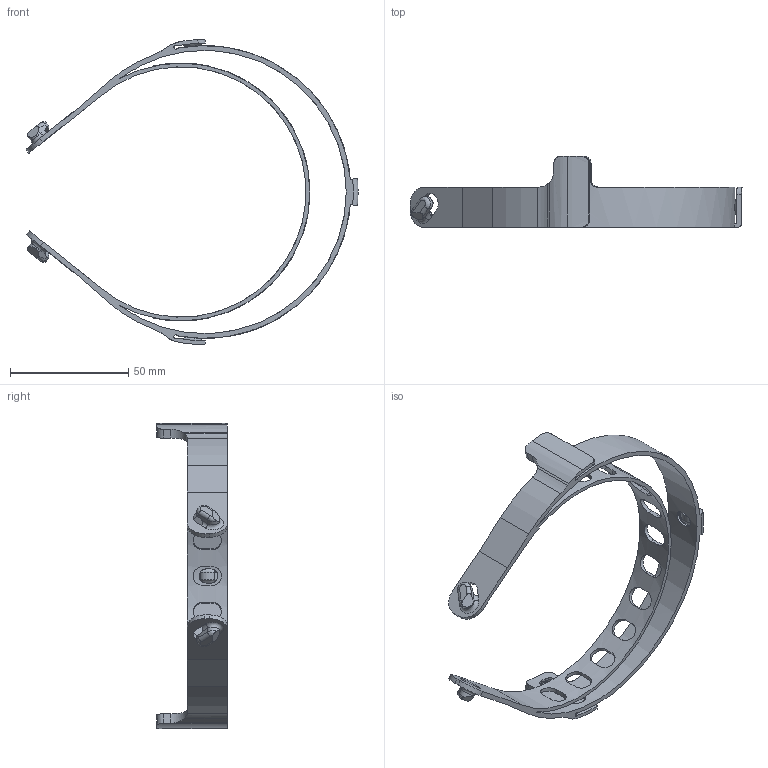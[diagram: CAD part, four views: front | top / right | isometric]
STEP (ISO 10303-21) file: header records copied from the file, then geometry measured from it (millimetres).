
FILE_DESCRIPTION(/* description */ (''),/* implementation_level */ '2;1');
FILE_NAME(/* name */ 'covid19_facemask v18.step',/* time_stamp */ '2020-03-27T18:43:29-03:00',/* author */ (''),/* organization */ (''),/* preprocessor_version */ 'ST-DEVELOPER v18',/* originating_system */ 'Autodesk Translation Framework v8.12.0.6',/* authorisation */ '');
FILE_SCHEMA (('AUTOMOTIVE_DESIGN { 1 0 10303 214 3 1 1 }'));
Length unit declared in the file: millimetre
Products named in the file (1): covid19_facemask
Bounding box: 140.61 x 30 x 129.2 mm (x, y, z)
Volume: 19966.1 mm3; surface area: 24228.8 mm2
Topology: 1 solids, 1 shells, 464 faces, 1309 edges, 877 vertices
Faces by surface type: bspline 164, plane 156, cylinder 127, torus 15, cone 2
Entity records: 21555 total; most frequent: CARTESIAN_POINT 10979, ORIENTED_EDGE 2616, DIRECTION 1453, EDGE_CURVE 1308, VERTEX_POINT 877, B_SPLINE_CURVE_WITH_KNOTS 630, EDGE_LOOP 541, LINE 497
